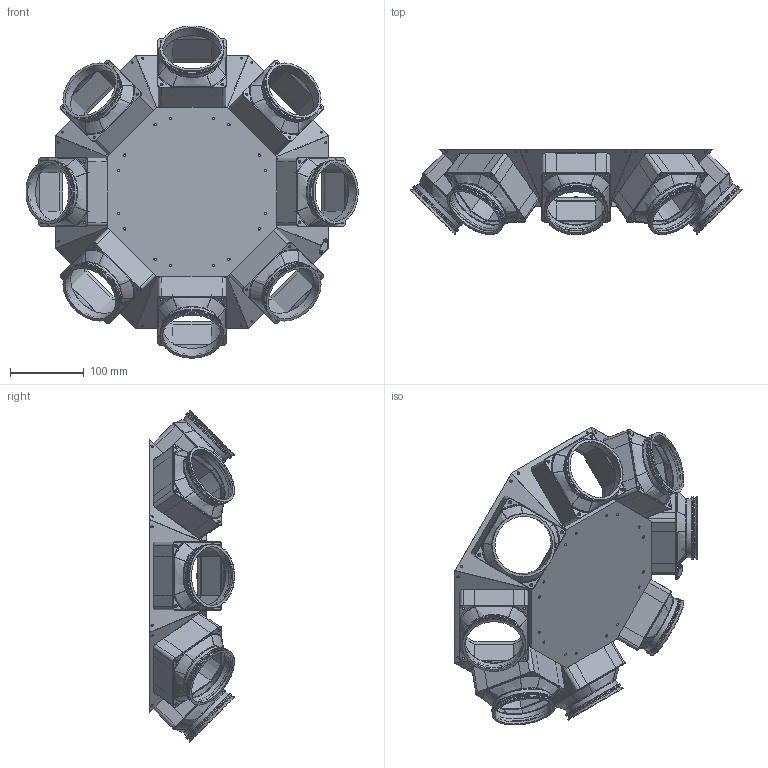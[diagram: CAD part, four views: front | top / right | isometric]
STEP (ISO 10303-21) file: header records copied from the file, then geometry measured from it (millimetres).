
FILE_DESCRIPTION(/* description */ (''),/* implementation_level */ '2;1');
FILE_NAME(/* name */ 'Airoshwi v8.step',/* time_stamp */ '2018-10-20T19:30:28+02:00',/* author */ ('Milo_1008'),/* organization */ (''),/* preprocessor_version */ 'ST-DEVELOPER v17.2',/* originating_system */ 'Autodesk Translation Framework v7.6.0.251',/* authorisation */ '');
FILE_SCHEMA (('AUTOMOTIVE_DESIGN { 1 0 10303 214 3 1 1 }'));
Length unit declared in the file: millimetre
Products named in the file (8): Airoshwi; Component1; Untitled; Component1_1; Ventilador; base; Component3; Component4
Assembly tree (14 placements, depth 4):
  Airoshwi
    Component1
      Untitled  x7
        Component1_1
        Ventilador
    Untitled
      Component1_1
      Ventilador
    base
    Component3
    Component4
Bounding box: 449.45 x 115.05 x 449.45 mm (x, y, z)
Volume: 910907.8 mm3; surface area: 646602.3 mm2
Topology: 36 solids, 36 shells, 1324 faces, 3596 edges, 2345 vertices
Faces by surface type: plane 466, cylinder 362, bspline 256, cone 144, torus 96
Full cylindrical faces by diameter (mm): 2.5 x18, 3.5 x34, 3.75 x1, 4 x96, 7.05 x1, 78.9 x8, 80 x8, 86 x8
Entity records: 19641 total; most frequent: CARTESIAN_POINT 5988, ORIENTED_EDGE 2782, DIRECTION 2634, EDGE_CURVE 1391, AXIS2_PLACEMENT_3D 915, VERTEX_POINT 875, LINE 804, VECTOR 804
